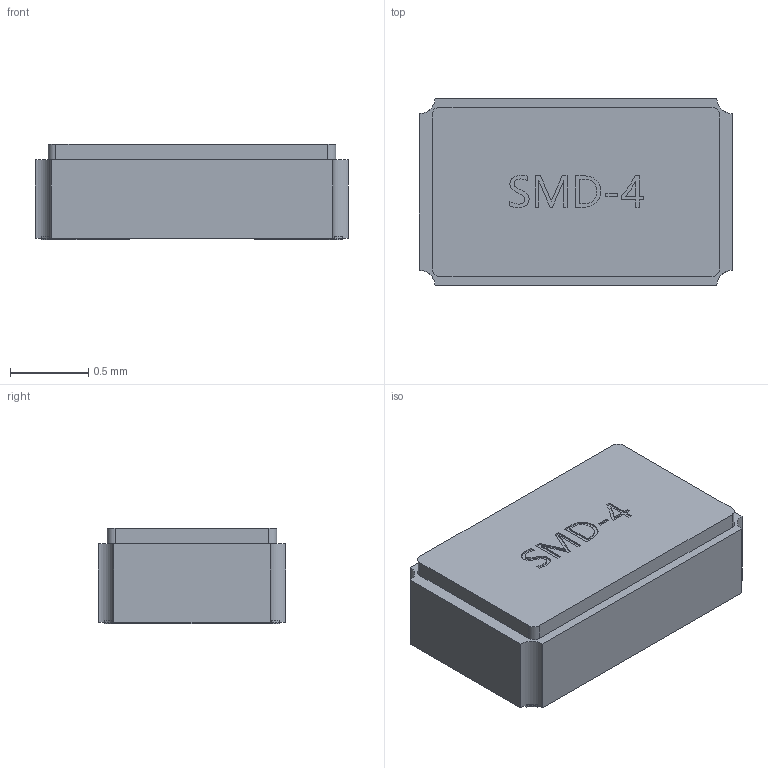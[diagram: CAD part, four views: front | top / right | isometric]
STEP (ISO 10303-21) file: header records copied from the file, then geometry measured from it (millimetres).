
FILE_DESCRIPTION(('FreeCAD Model'),'2;1');
FILE_NAME('Open CASCADE Shape Model','2024-03-15T17:47:07',(''),(''), 'Open CASCADE STEP processor 7.6','FreeCAD','Unknown');
FILE_SCHEMA(('AUTOMOTIVE_DESIGN { 1 0 10303 214 1 1 1 1 }'));
Length unit declared in the file: millimetre
Products named in the file (19): X1; FC-12M_L2.0-W1.2; COMPOUND017; COMPOUND001; COMPOUND002; COMPOUND003; COMPOUND004; COMPOUND005; COMPOUND006; COMPOUND007; COMPOUND008; COMPOUND009; COMPOUND010; COMPOUND011; COMPOUND012; COMPOUND013; COMPOUND014; COMPOUND015; COMPOUND016
Assembly tree (18 placements, depth 4):
  X1
    FC-12M_L2.0-W1.2
      COMPOUND017
        COMPOUND001
        COMPOUND002
        COMPOUND003
        COMPOUND004
        COMPOUND005
        COMPOUND006
        COMPOUND007
        COMPOUND008
        COMPOUND009
        COMPOUND010
        COMPOUND011
        COMPOUND012
        COMPOUND013
        COMPOUND014
        COMPOUND015
        COMPOUND016
Bounding box: 2 x 1.2 x 0.61 mm (x, y, z)
Volume: 1.4 mm3; surface area: 10.7 mm2
Topology: 16 solids, 16 shells, 405 faces, 1074 edges, 716 vertices
Faces by surface type: plane 257, bspline 136, cylinder 12
Entity records: 15929 total; most frequent: CARTESIAN_POINT 5654, ORIENTED_EDGE 2148, DIRECTION 1398, EDGE_CURVE 1074, LINE 774, VECTOR 774, VERTEX_POINT 716, FACE_BOUND 432
